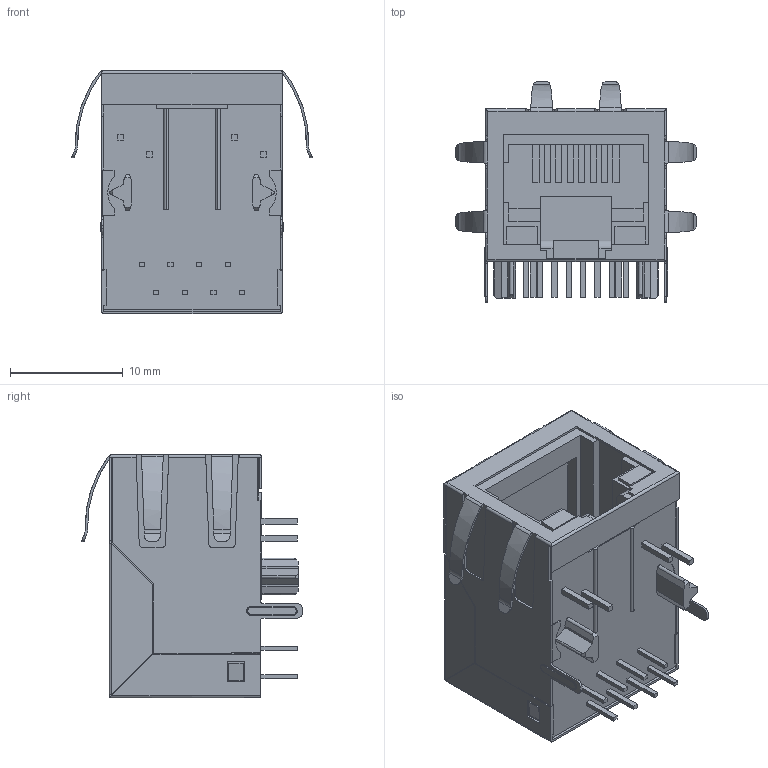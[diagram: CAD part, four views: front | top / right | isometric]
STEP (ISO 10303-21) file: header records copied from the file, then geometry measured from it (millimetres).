
FILE_DESCRIPTION (( 'STEP AP214' ), '1' );
FILE_NAME ('J0011D21BNL_3D.STEP', '2018-05-21T05:54:11', ( '' ), ( '' ), 'SwSTEP 2.0', 'SolidWorks 2015', '' );
FILE_SCHEMA (( 'AUTOMOTIVE_DESIGN' ));
Length unit declared in the file: millimetre
Products named in the file (1): J0011D21BNL_3D
Bounding box: 21.38 x 19.59 x 21.58 mm (x, y, z)
Volume: 1785.3 mm3; surface area: 3866.7 mm2
Topology: 1 solids, 1 shells, 550 faces, 1539 edges, 994 vertices
Faces by surface type: plane 412, cylinder 126, bspline 12
Entity records: 23745 total; most frequent: CARTESIAN_POINT 3942, ORIENTED_EDGE 3078, DIRECTION 2615, EDGE_CURVE 1539, LINE 1253, VECTOR 1253, VERTEX_POINT 994, AXIS2_PLACEMENT_3D 681
